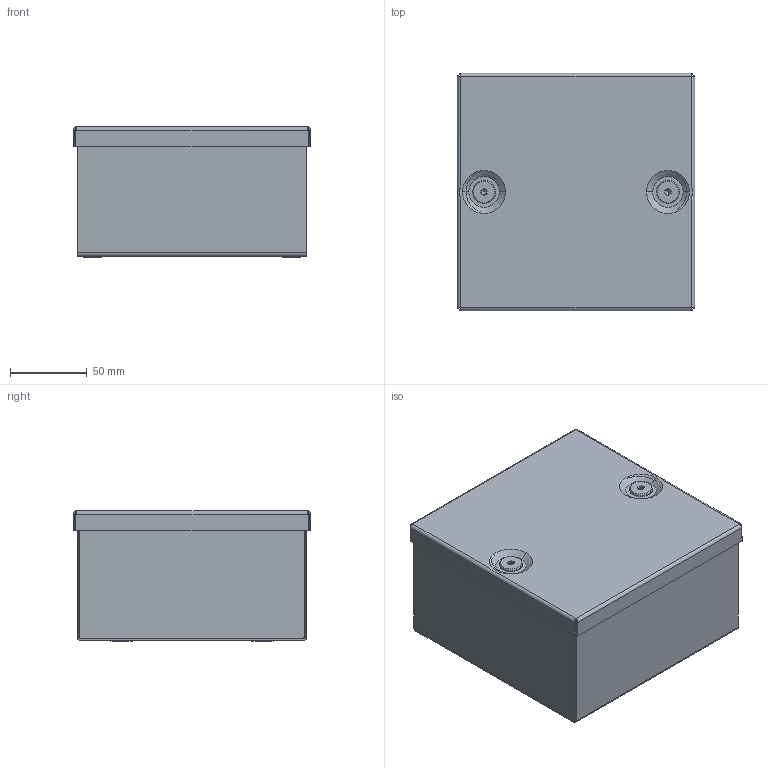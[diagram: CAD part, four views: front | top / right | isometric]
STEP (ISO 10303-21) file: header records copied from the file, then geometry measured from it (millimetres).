
FILE_DESCRIPTION (( 'STEP AP214' ), '1' );
FILE_NAME ('311.158 Êëåììíàÿ êîðîáêà W150H150D80.STEP', '2024-05-22T09:43:24', ( '' ), ( '' ), 'SwSTEP 2.0', 'SolidWorks 2021', '' );
FILE_SCHEMA (( 'AUTOMOTIVE_DESIGN' ));
Length unit declared in the file: millimetre
Products named in the file (10): Âèíò Ì6õ16 ìåáåëüíûé; Çàêëåïêà ðåçüáîâàÿ Ì8 øåñòèãðàííàÿ ñ óìåíüøåííûì áîðòîì; 311.158-011 Çàäíÿÿ ñòåíêà; 311.158-02 Êðûøêà êîðîáêè; 311.158-012 Áîêîâàÿ ñòåíêà; Çàêëåïêà ðåçüáîâàÿ Ì6 øåñòèãðàííàÿ ñ óìåíüøåííûì áîðòîì; 311.158-01 Êîðïóñ êîðîáêè; 311.158 Êëåììíàÿ êîðîáêà W150H150D80; 311.158-02 ÑÁ Êðûøêà êîðîáêè; Ãàñêåòèíã W150H150
Assembly tree (15 placements, depth 3):
  311.158 Êëåììíàÿ êîðîáêà W150H150D80
    311.158-01 Êîðïóñ êîðîáêè
      311.158-011 Çàäíÿÿ ñòåíêà
      311.158-012 Áîêîâàÿ ñòåíêà  x2
    311.158-02 ÑÁ Êðûøêà êîðîáêè
      311.158-02 Êðûøêà êîðîáêè
      Ãàñêåòèíã W150H150
    Âèíò Ì6õ16 ìåáåëüíûé  x2
    Çàêëåïêà ðåçüáîâàÿ Ì6 øåñòèãðàííàÿ ñ óìåíüøåííûì áîðòîì  x2
    Çàêëåïêà ðåçüáîâàÿ Ì8 øåñòèãðàííàÿ ñ óìåíüøåííûì áîðòîì  x4
Bounding box: 155 x 155 x 85.2 mm (x, y, z)
Volume: 156309.4 mm3; surface area: 243023.8 mm2
Topology: 13 solids, 13 shells, 481 faces, 1151 edges, 700 vertices
Faces by surface type: plane 257, cylinder 138, cone 64, bspline 14, torus 8
Entity records: 11456 total; most frequent: CARTESIAN_POINT 4634, ORIENTED_EDGE 1348, DIRECTION 1291, EDGE_CURVE 674, LINE 451, VECTOR 451, AXIS2_PLACEMENT_3D 420, VERTEX_POINT 408
